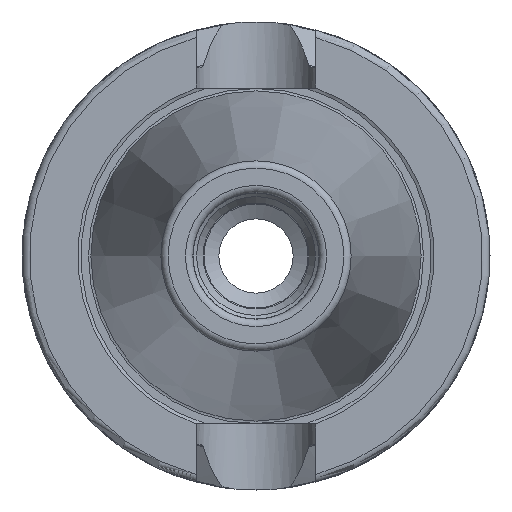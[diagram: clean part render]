
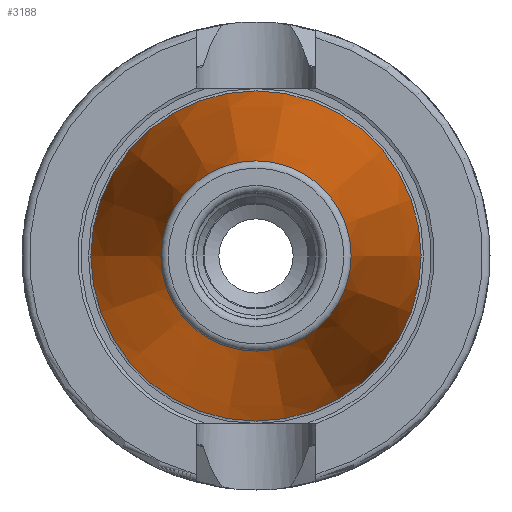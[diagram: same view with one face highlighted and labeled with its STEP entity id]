
A CAD part, left-side view. The second image highlights one B-rep face of the part: STEP entity #3188.
In plain terms, the highlighted conical face has half-angle 8.297 degrees and reference radius 17.519 mm.
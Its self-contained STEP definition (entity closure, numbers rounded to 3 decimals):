
#3154=CARTESIAN_POINT('',(-64.544,12.812,0.0));
#3155=VERTEX_POINT('',#3154);
#3156=CARTESIAN_POINT('',(-64.544,0.0,0.0));
#3157=DIRECTION('',(1.0,0.0,0.0));
#3158=DIRECTION('',(0.0,1.0,0.0));
#3159=AXIS2_PLACEMENT_3D('',#3156,#3157,#3158);
#3160=CIRCLE('',#3159,12.812);
#3161=EDGE_CURVE('',#3155,#3155,#3160,.T.);
#3169=CARTESIAN_POINT('',(-32.272,0.0,0.0));
#3170=DIRECTION('',(1.0,0.0,0.0));
#3171=DIRECTION('',(0.0,1.0,0.0));
#3172=AXIS2_PLACEMENT_3D('',#3169,#3170,#3171);
#3173=CONICAL_SURFACE('',#3172,17.519,8.297);
#3174=CARTESIAN_POINT('',(0.0,22.225,0.0));
#3175=VERTEX_POINT('',#3174);
#3176=CARTESIAN_POINT('',(0.0,0.0,0.0));
#3177=DIRECTION('',(1.0,0.0,0.0));
#3178=DIRECTION('',(0.0,1.0,0.0));
#3179=AXIS2_PLACEMENT_3D('',#3176,#3177,#3178);
#3180=CIRCLE('',#3179,22.225);
#3181=EDGE_CURVE('',#3175,#3175,#3180,.T.);
#3182=ORIENTED_EDGE('',*,*,#3181,.F.);
#3183=EDGE_LOOP('',(#3182));
#3184=FACE_OUTER_BOUND('',#3183,.T.);
#3185=ORIENTED_EDGE('',*,*,#3161,.T.);
#3186=EDGE_LOOP('',(#3185));
#3187=FACE_BOUND('',#3186,.T.);
#3188=ADVANCED_FACE('',(#3184,#3187),#3173,.T.);
